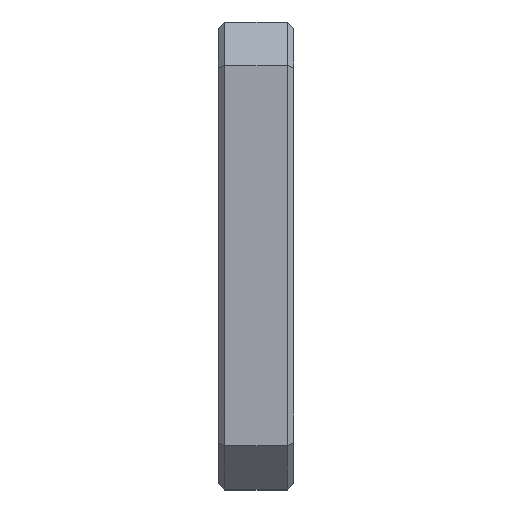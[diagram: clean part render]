
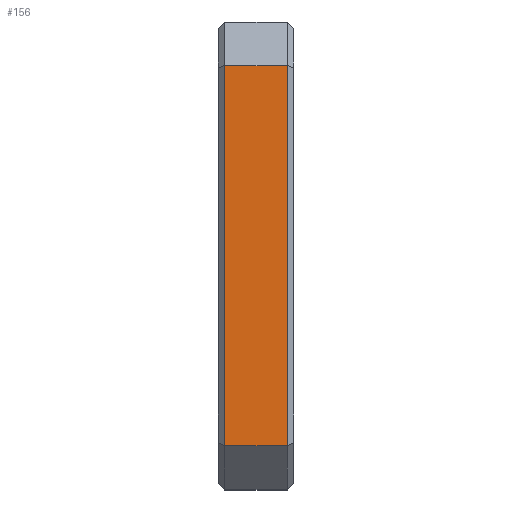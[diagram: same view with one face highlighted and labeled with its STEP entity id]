
A CAD part, top view. The second image highlights one B-rep face of the part: STEP entity #156.
In plain terms, the highlighted planar face has unit normal (0, 0, 1).
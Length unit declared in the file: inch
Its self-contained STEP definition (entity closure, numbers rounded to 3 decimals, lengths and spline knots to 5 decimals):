
#4 = VECTOR ( 'NONE', #400, 39.37008 ) ;
#20 = CARTESIAN_POINT ( 'NONE',  ( 0.111, 0.305, 0.375 ) ) ;
#28 = DIRECTION ( 'NONE',  ( 0., -1., 0. ) ) ;
#54 = VERTEX_POINT ( 'NONE', #276 ) ;
#114 = LINE ( 'NONE', #20, #827 ) ;
#128 = CARTESIAN_POINT ( 'NONE',  ( 0.121, 0.305, 0.375 ) ) ;
#142 = DIRECTION ( 'NONE',  ( 1., 0., 0. ) ) ;
#156 = ADVANCED_FACE ( 'NONE', ( #412 ), #732, .F. ) ;
#207 = ORIENTED_EDGE ( 'NONE', *, *, #1062, .T. ) ;
#276 = CARTESIAN_POINT ( 'NONE',  ( 0.111, -0.305, 0.375 ) ) ;
#280 = VERTEX_POINT ( 'NONE', #845 ) ;
#355 = DIRECTION ( 'NONE',  ( 0., 0., -1. ) ) ;
#383 = VECTOR ( 'NONE', #142, 39.37008 ) ;
#400 = DIRECTION ( 'NONE',  ( -1., 0., 0. ) ) ;
#412 = FACE_OUTER_BOUND ( 'NONE', #1003, .T. ) ;
#428 = ORIENTED_EDGE ( 'NONE', *, *, #585, .T. ) ;
#450 = EDGE_CURVE ( 'NONE', #280, #800, #1095, .T. ) ;
#535 = ORIENTED_EDGE ( 'NONE', *, *, #552, .T. ) ;
#552 = EDGE_CURVE ( 'NONE', #800, #1144, #1138, .T. ) ;
#574 = DIRECTION ( 'NONE',  ( 0., 1., 0. ) ) ;
#585 = EDGE_CURVE ( 'NONE', #1144, #54, #655, .T. ) ;
#617 = AXIS2_PLACEMENT_3D ( 'NONE', #724, #355, #729 ) ;
#655 = LINE ( 'NONE', #771, #383 ) ;
#677 = CARTESIAN_POINT ( 'NONE',  ( 0.01, -0.375, 0.375 ) ) ;
#694 = ORIENTED_EDGE ( 'NONE', *, *, #450, .T. ) ;
#724 = CARTESIAN_POINT ( 'NONE',  ( 0.121, -0.375, 0.375 ) ) ;
#729 = DIRECTION ( 'NONE',  ( 0., 1., 0. ) ) ;
#732 = PLANE ( 'NONE',  #617 ) ;
#752 = CARTESIAN_POINT ( 'NONE',  ( 0.01, -0.305, 0.375 ) ) ;
#771 = CARTESIAN_POINT ( 'NONE',  ( 0.121, -0.305, 0.375 ) ) ;
#800 = VERTEX_POINT ( 'NONE', #988 ) ;
#827 = VECTOR ( 'NONE', #574, 39.37008 ) ;
#845 = CARTESIAN_POINT ( 'NONE',  ( 0.111, 0.305, 0.375 ) ) ;
#902 = VECTOR ( 'NONE', #28, 39.37008 ) ;
#988 = CARTESIAN_POINT ( 'NONE',  ( 0.01, 0.305, 0.375 ) ) ;
#1003 = EDGE_LOOP ( 'NONE', ( #428, #207, #694, #535 ) ) ;
#1062 = EDGE_CURVE ( 'NONE', #54, #280, #114, .T. ) ;
#1095 = LINE ( 'NONE', #128, #4 ) ;
#1138 = LINE ( 'NONE', #677, #902 ) ;
#1144 = VERTEX_POINT ( 'NONE', #752 ) ;
